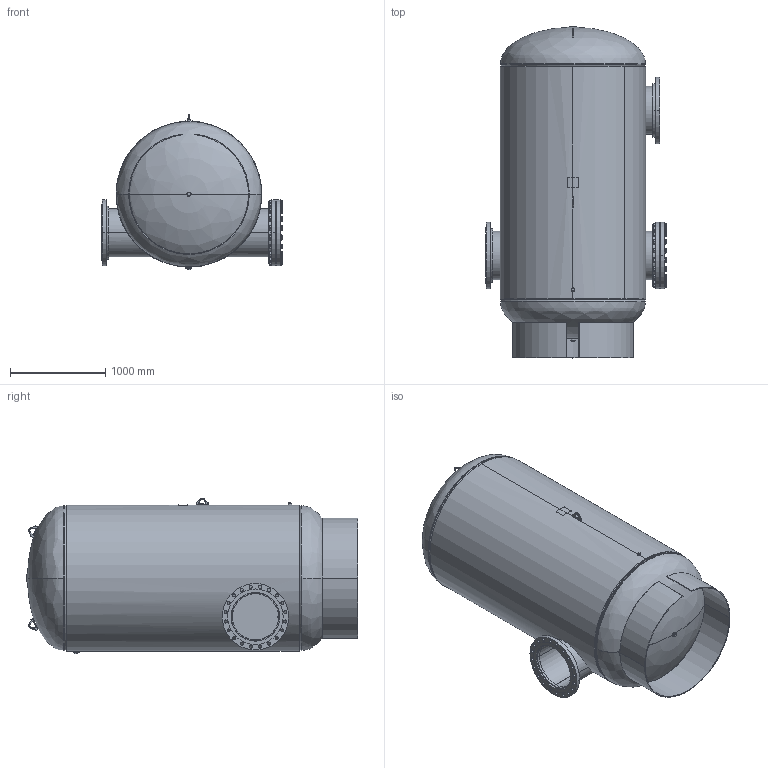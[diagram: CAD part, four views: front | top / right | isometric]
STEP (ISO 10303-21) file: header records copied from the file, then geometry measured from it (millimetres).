
FILE_DESCRIPTION (( 'STEP AP203' ), '1' );
FILE_NAME ('SPA-20-S.STEP', '2021-03-17T14:05:10', ( '' ), ( '' ), 'SwSTEP 2.0', 'SolidWorks 2021', '' );
FILE_SCHEMA (( 'CONFIG_CONTROL_DESIGN' ));
Length unit declared in the file: inch
Products named in the file (23): 9301190_24; 9200254; 9800641_HHNUT 1.1250-7-D-N; 99P2407_24; 9100240_.5; 9600830_60" VERT; Garlock F.F. Gaskets 150# .0625 tk_9471020; SPA-20-S; PLUGS_9500150; 9461160; PLUGS_9500170; 99J2408; 9400355; 9800608_HHBOLT 1.1250-7x5x5-N; PLUGS_9500140; 9500080; 9400542; 9500040; 99Q2409; 9500070; 9500050; 99B1545
Assembly tree (65 placements, depth 2):
  SPA-20-S
    99B1545
    9200254
    9200254
    9500040
    9500050
    9500070
    9500080
    PLUGS_9500140
    PLUGS_9500150
    PLUGS_9500170
    9301190_24
    99P2407_24  x2
    9461160  x3
    9400355
    Garlock F.F. Gaskets 150# .0625 tk_9471020
    9800608_HHBOLT 1.1250-7x5x5-N  x20
    9800641_HHNUT 1.1250-7-D-N  x20
    9400542  x3
    99J2408
    9100240_.5
    99Q2409
    9600830_60" VERT
Bounding box: 1893.06 x 3489.87 x 1639.74 mm (x, y, z)
Volume: 270552107.2 mm3; surface area: 49984482.8 mm2
Topology: 65 solids, 65 shells, 1618 faces, 3684 edges, 2222 vertices
Faces by surface type: cylinder 522, cone 514, plane 480, torus 76, bspline 26
Full cylindrical faces by diameter (mm): 485.775 x1, 488.95 x1
Entity records: 29832 total; most frequent: CARTESIAN_POINT 13822, DIRECTION 2795, ORIENTED_EDGE 2408, EDGE_CURVE 1204, AXIS2_PLACEMENT_3D 1169, VERTEX_POINT 760, EDGE_LOOP 660, CIRCLE 636
